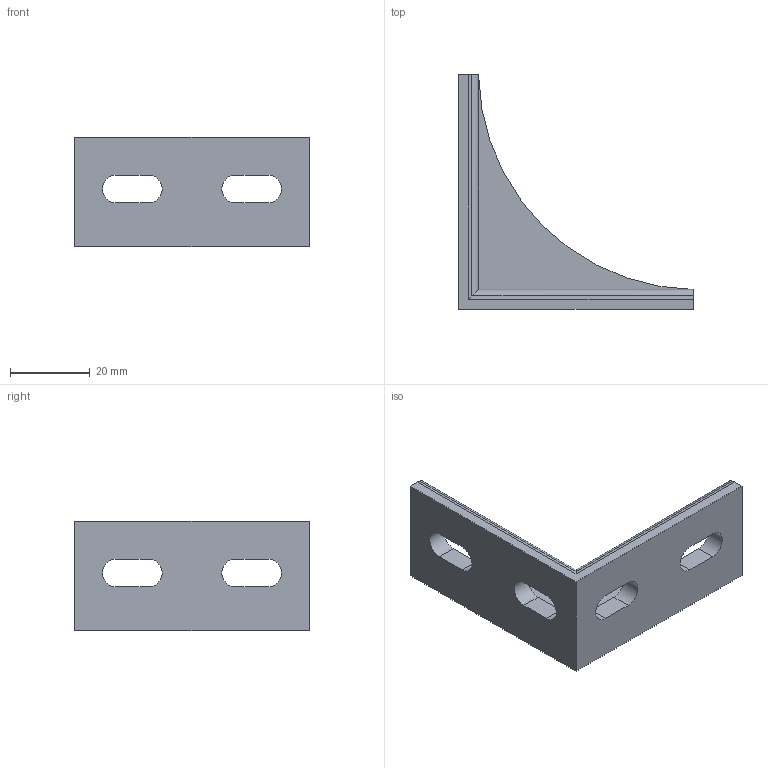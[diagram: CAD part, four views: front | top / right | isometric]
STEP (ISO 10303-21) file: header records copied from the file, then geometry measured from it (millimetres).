
FILE_DESCRIPTION(/* description */ ('ANGOLARE DI FISSAGGIO 27.5X59'),/* implementation_level */ '2;1');
FILE_NAME(/* name */ 'CANYY0000007.stp',/* time_stamp */ '2018-06-07T15:50:46+02:00',/* author */ ('fzagni'),/* organization */ (''),/* preprocessor_version */ 'ST-DEVELOPER v16.1',/* originating_system */ 'Autodesk Inventor 2016',/* authorisation */ '');
FILE_SCHEMA (('AUTOMOTIVE_DESIGN { 1 0 10303 214 3 1 1 }'));
Length unit declared in the file: millimetre
Products named in the file (1): CANYY0000007
Bounding box: 59 x 59 x 27.5 mm (x, y, z)
Volume: 16767.1 mm3; surface area: 8696.4 mm2
Topology: 1 solids, 1 shells, 30 faces, 80 edges, 52 vertices
Faces by surface type: plane 19, cylinder 11
Entity records: 973 total; most frequent: DIRECTION 163, CARTESIAN_POINT 163, ORIENTED_EDGE 160, EDGE_CURVE 80, LINE 59, VECTOR 59, VERTEX_POINT 52, AXIS2_PLACEMENT_3D 52
